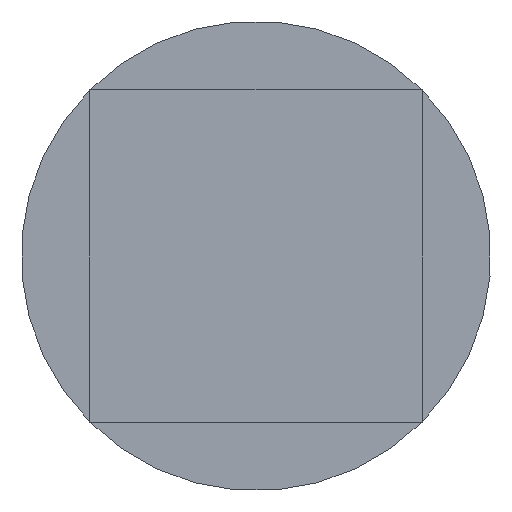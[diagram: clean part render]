
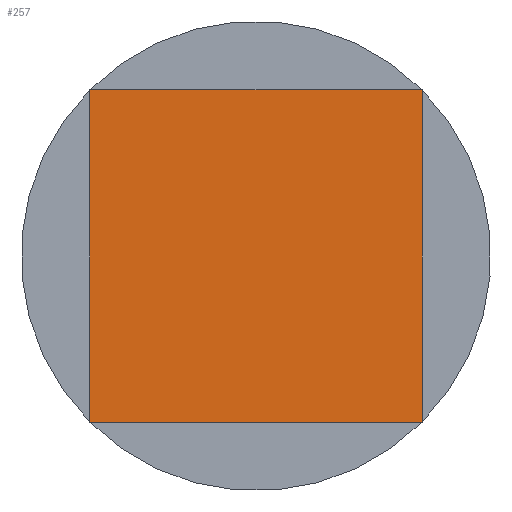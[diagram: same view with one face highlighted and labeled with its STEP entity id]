
A CAD part, front view. The second image highlights one B-rep face of the part: STEP entity #257.
In plain terms, the highlighted planar face has unit normal (0, -1, 0).
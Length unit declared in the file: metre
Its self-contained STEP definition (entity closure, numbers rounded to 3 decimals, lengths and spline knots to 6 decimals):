
#30=LINE('',#432,#54);
#33=LINE('',#438,#57);
#35=LINE('',#442,#59);
#36=LINE('',#444,#60);
#54=VECTOR('',#363,1.);
#57=VECTOR('',#368,1.);
#59=VECTOR('',#372,1.);
#60=VECTOR('',#375,1.);
#121=ORIENTED_EDGE('',*,*,#150,.T.);
#122=ORIENTED_EDGE('',*,*,#153,.T.);
#123=ORIENTED_EDGE('',*,*,#155,.T.);
#124=ORIENTED_EDGE('',*,*,#156,.T.);
#150=EDGE_CURVE('',#170,#169,#30,.T.);
#153=EDGE_CURVE('',#169,#171,#33,.T.);
#155=EDGE_CURVE('',#171,#172,#35,.T.);
#156=EDGE_CURVE('',#172,#170,#36,.T.);
#169=VERTEX_POINT('',#431);
#170=VERTEX_POINT('',#433);
#171=VERTEX_POINT('',#437);
#172=VERTEX_POINT('',#441);
#200=EDGE_LOOP('',(#121,#122,#123,#124));
#220=FACE_BOUND('',#200,.T.);
#238=PLANE('',#297);
#257=ADVANCED_FACE('',(#220),#238,.T.);
#297=AXIS2_PLACEMENT_3D('',#445,#376,#377);
#363=DIRECTION('',(0.,0.,1.));
#368=DIRECTION('',(-1.,0.,0.));
#372=DIRECTION('',(0.,0.,-1.));
#375=DIRECTION('',(1.,0.,0.));
#376=DIRECTION('',(0.,-1.,0.));
#377=DIRECTION('',(1.,0.,0.));
#431=CARTESIAN_POINT('',(0.053182,-0.119,0.144264));
#432=CARTESIAN_POINT('',(0.053182,-0.119,0.141082));
#433=CARTESIAN_POINT('',(0.053182,-0.119,0.1379));
#437=CARTESIAN_POINT('',(0.046818,-0.119,0.144264));
#438=CARTESIAN_POINT('',(0.05,-0.119,0.144264));
#441=CARTESIAN_POINT('',(0.046818,-0.119,0.1379));
#442=CARTESIAN_POINT('',(0.046818,-0.119,0.141082));
#444=CARTESIAN_POINT('',(0.05,-0.119,0.1379));
#445=CARTESIAN_POINT('',(0.049868,-0.119,0.121));
